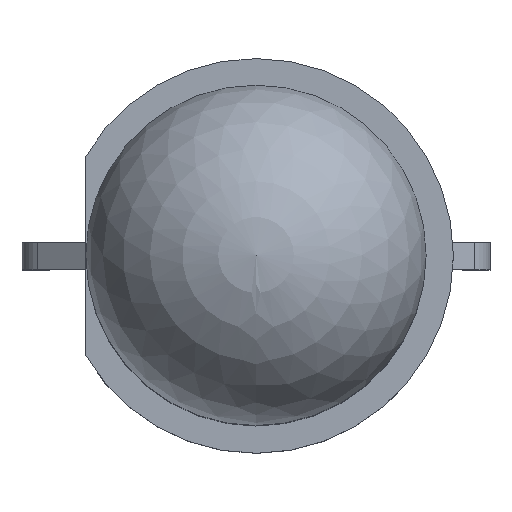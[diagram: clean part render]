
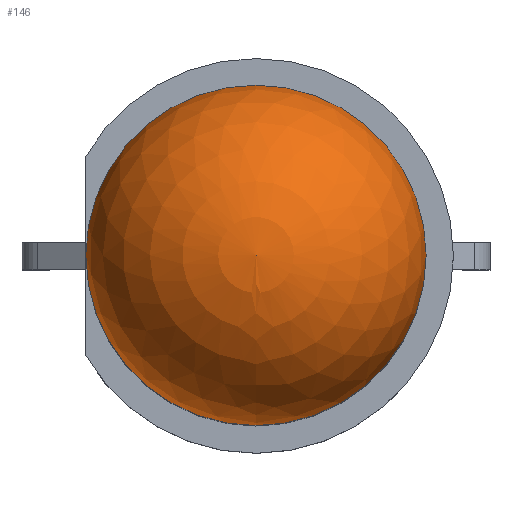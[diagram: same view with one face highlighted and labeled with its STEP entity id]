
A CAD part, top view. The second image highlights one B-rep face of the part: STEP entity #146.
In plain terms, the highlighted spherical face has radius 2.5 mm.
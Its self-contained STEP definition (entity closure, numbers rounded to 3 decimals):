
#118 = VERTEX_POINT('',#119);
#119 = CARTESIAN_POINT('',(5.75,0.,8.3));
#125 = EDGE_CURVE('',#118,#126,#128,.T.);
#126 = VERTEX_POINT('',#127);
#127 = CARTESIAN_POINT('',(3.25,-2.5,8.3));
#128 = CIRCLE('',#129,2.5);
#129 = AXIS2_PLACEMENT_3D('',#130,#131,#132);
#130 = CARTESIAN_POINT('',(3.25,0.,8.3));
#131 = DIRECTION('',(0.,0.,1.));
#132 = DIRECTION('',(1.,0.,0.));
#134 = EDGE_CURVE('',#126,#118,#135,.T.);
#135 = CIRCLE('',#136,2.5);
#136 = AXIS2_PLACEMENT_3D('',#137,#138,#139);
#137 = CARTESIAN_POINT('',(3.25,0.,8.3));
#138 = DIRECTION('',(0.,0.,1.));
#139 = DIRECTION('',(1.,0.,0.));
#146 = ADVANCED_FACE('',(#147),#161,.T.);
#147 = FACE_BOUND('',#148,.F.);
#148 = EDGE_LOOP('',(#149,#158,#159,#160));
#149 = ORIENTED_EDGE('',*,*,#150,.F.);
#150 = EDGE_CURVE('',#151,#126,#153,.T.);
#151 = VERTEX_POINT('',#152);
#152 = CARTESIAN_POINT('',(3.25,0.,10.8));
#153 = CIRCLE('',#154,2.5);
#154 = AXIS2_PLACEMENT_3D('',#155,#156,#157);
#155 = CARTESIAN_POINT('',(3.25,0.,8.3));
#156 = DIRECTION('',(1.,0.,0.));
#157 = DIRECTION('',(0.,1.,0.));
#158 = ORIENTED_EDGE('',*,*,#150,.T.);
#159 = ORIENTED_EDGE('',*,*,#125,.F.);
#160 = ORIENTED_EDGE('',*,*,#134,.F.);
#161 = SPHERICAL_SURFACE('',#162,2.5);
#162 = AXIS2_PLACEMENT_3D('',#163,#164,#165);
#163 = CARTESIAN_POINT('',(3.25,0.,8.3));
#164 = DIRECTION('',(0.,0.,-1.));
#165 = DIRECTION('',(0.,-1.,0.));
